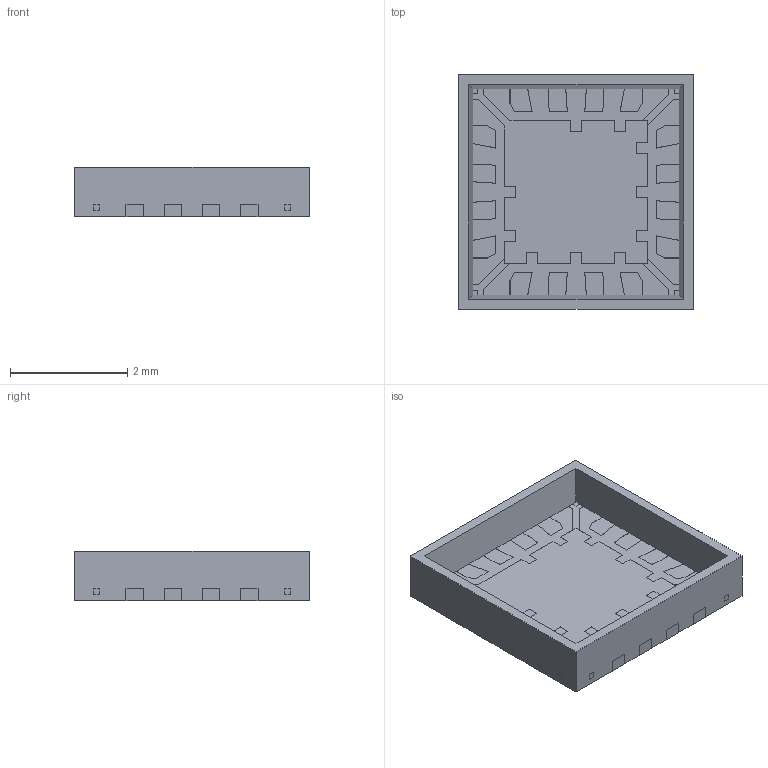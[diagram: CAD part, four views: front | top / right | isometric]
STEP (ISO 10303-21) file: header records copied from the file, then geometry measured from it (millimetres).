
FILE_DESCRIPTION (( 'STEP AP214' ), '1' );
FILE_NAME ('4X4_16_65.STEP', '2013-08-12T22:12:34', ( 'sw2011vm-Admin' ), ( '' ), 'SwSTEP 2.0', 'SolidWorks 2012', '' );
FILE_SCHEMA (( 'AUTOMOTIVE_DESIGN' ));
Length unit declared in the file: millimetre
Products named in the file (3): 4X4_16_.65_TOPMETAL; 4x4_16_.65_mold_B; 4X4_16_65
Assembly tree (2 placements, depth 2):
  4X4_16_65
    4x4_16_.65_mold_B
    4X4_16_.65_TOPMETAL
Bounding box: 4 x 4 x 0.84 mm (x, y, z)
Volume: 5.2 mm3; surface area: 77.4 mm2
Topology: 21 solids, 21 shells, 669 faces, 1906 edges, 1247 vertices
Faces by surface type: plane 669
Entity records: 21599 total; most frequent: CARTESIAN_POINT 3845, ORIENTED_EDGE 3812, DIRECTION 3248, EDGE_CURVE 1906, LINE 1900, VECTOR 1900, VERTEX_POINT 1247, EDGE_LOOP 687
